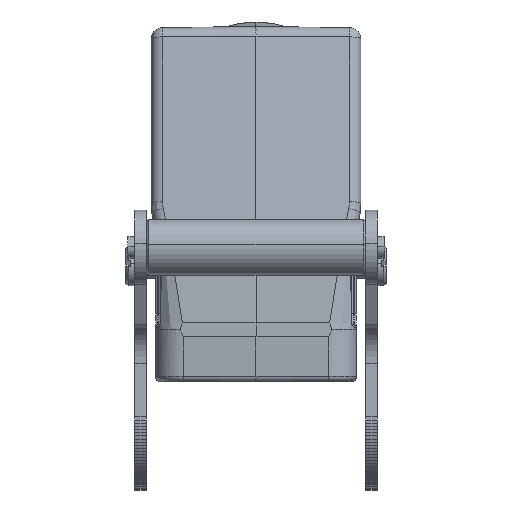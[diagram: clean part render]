
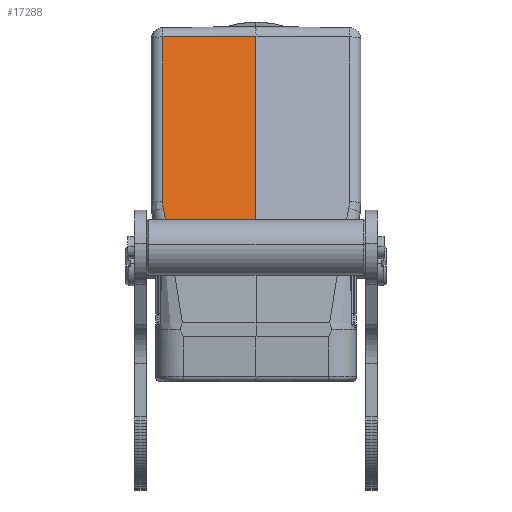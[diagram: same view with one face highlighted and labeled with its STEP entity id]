
A CAD part, top view. The second image highlights one B-rep face of the part: STEP entity #17288.
In plain terms, the highlighted planar face has unit normal (-0.009, 0.19, 0.982).
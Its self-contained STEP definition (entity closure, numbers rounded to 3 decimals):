
#2430=DIRECTION('',(0.,0.982,-0.19));
#2431=VECTOR('',#2430,35.988);
#2432=CARTESIAN_POINT('',(-20.022,-16.12,
43.323));
#2433=LINE('',#2432,#2431);
#2434=CARTESIAN_POINT('',(-20.022,-16.12,
43.323));
#2435=CARTESIAN_POINT('',(-20.022,-16.614,
43.419));
#2436=CARTESIAN_POINT('',(-19.973,-17.107,
43.514));
#2437=CARTESIAN_POINT('',(-19.876,-17.591,
43.609));
#2439=DIRECTION('',(-1.,-0.009,-0.007));
#2440=VECTOR('',#2439,20.023);
#2441=CARTESIAN_POINT('',(0.,19.39,
36.641));
#2442=LINE('',#2441,#2440);
#2443=DIRECTION('',(0.,0.982,-0.19));
#2444=VECTOR('',#2443,41.382);
#2445=CARTESIAN_POINT('',(0.,-21.241,
44.49));
#2446=LINE('',#2445,#2444);
#2447=DIRECTION('',(0.193,-0.963,0.188));
#2448=VECTOR('',#2447,3.79);
#2449=CARTESIAN_POINT('',(-19.876,-17.591,
43.609));
#2450=LINE('',#2449,#2448);
#2451=CARTESIAN_POINT('',(0.,19.39,
36.641));
#8304=DIRECTION('',(-1.,0.,-0.009));
#8305=VECTOR('',#8304,19.147);
#8306=CARTESIAN_POINT('',(0.,-21.241,
44.49));
#8307=LINE('',#8306,#8305);
#12718=VERTEX_POINT('',#2451);
#12773=CARTESIAN_POINT('',(0.,-21.241,
44.49));
#12774=CARTESIAN_POINT('',(-19.146,-21.241,
44.32));
#12775=VERTEX_POINT('',#12773);
#12776=VERTEX_POINT('',#12774);
#12787=CARTESIAN_POINT('',(-20.022,-16.12,
43.323));
#12788=CARTESIAN_POINT('',(-20.022,19.215,
36.497));
#12789=VERTEX_POINT('',#12787);
#12790=VERTEX_POINT('',#12788);
#13614=CARTESIAN_POINT('',(-19.876,-17.591,
43.609));
#13615=VERTEX_POINT('',#13614);
#17272=CARTESIAN_POINT('',(0.,-22.585,44.75));
#17273=DIRECTION('',(-0.009,0.19,0.982));
#17274=DIRECTION('',(0.,-0.982,0.19));
#17275=AXIS2_PLACEMENT_3D('',#17272,#17273,#17274);
#17276=PLANE('',#17275);
#17277=ORIENTED_EDGE('',*,*,#17170,.F.);
#17278=ORIENTED_EDGE('',*,*,#17266,.T.);
#17280=ORIENTED_EDGE('',*,*,#17279,.F.);
#17282=ORIENTED_EDGE('',*,*,#17281,.F.);
#17284=ORIENTED_EDGE('',*,*,#17283,.T.);
#17285=ORIENTED_EDGE('',*,*,#17137,.F.);
#17286=EDGE_LOOP('',(#17277,#17278,#17280,#17282,#17284,#17285));
#17287=FACE_OUTER_BOUND('',#17286,.F.);
#2438=B_SPLINE_CURVE_WITH_KNOTS('',3,(#2434,#2435,#2436,#2437),.UNSPECIFIED.,
.F.,.F.,(4,4),(0.,1.),.UNSPECIFIED.);
#17137=EDGE_CURVE('',#13615,#12776,#2450,.T.);
#17170=EDGE_CURVE('',#12789,#13615,#2438,.T.);
#17266=EDGE_CURVE('',#12789,#12790,#2433,.T.);
#17279=EDGE_CURVE('',#12718,#12790,#2442,.T.);
#17281=EDGE_CURVE('',#12775,#12718,#2446,.T.);
#17283=EDGE_CURVE('',#12775,#12776,#8307,.T.);
#17288=ADVANCED_FACE('',(#17287),#17276,.T.);
